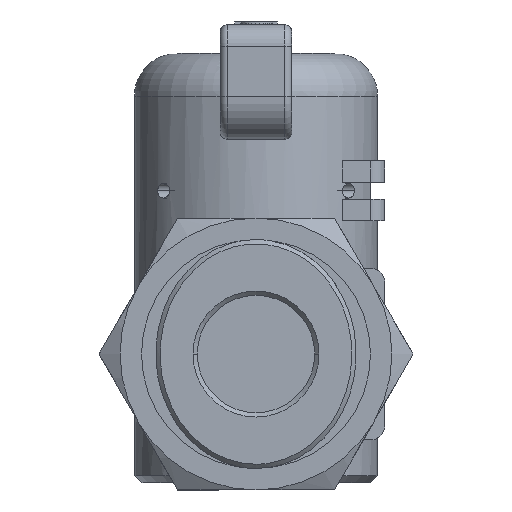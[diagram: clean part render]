
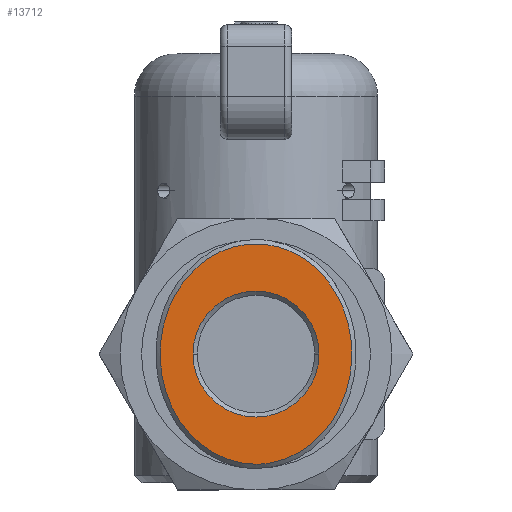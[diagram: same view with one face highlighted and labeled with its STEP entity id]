
A CAD part, front view. The second image highlights one B-rep face of the part: STEP entity #13712.
In plain terms, the highlighted planar face has unit normal (0, -1, 0).
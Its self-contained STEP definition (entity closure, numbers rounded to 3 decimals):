
#558=CARTESIAN_POINT('',(-4.4,-36.75,-6.85));
#559=VERTEX_POINT('',#558);
#566=CARTESIAN_POINT('',(4.4,-36.75,-6.85));
#567=VERTEX_POINT('',#566);
#568=CARTESIAN_POINT('',(0.0,-36.75,-6.85));
#569=DIRECTION('',(0.0,-1.0,0.0));
#570=DIRECTION('',(-1.0,0.0,0.0));
#571=AXIS2_PLACEMENT_3D('',#568,#569,#570);
#572=CIRCLE('',#571,4.4);
#573=EDGE_CURVE('',#559,#567,#572,.T.);
#13541=CARTESIAN_POINT('',(0.0,-36.75,-6.85));
#13542=DIRECTION('',(0.0,-1.0,0.0));
#13543=DIRECTION('',(-1.0,0.0,0.0));
#13544=AXIS2_PLACEMENT_3D('',#13541,#13542,#13543);
#13545=CIRCLE('',#13544,4.4);
#13546=EDGE_CURVE('',#567,#559,#13545,.T.);
#13628=CARTESIAN_POINT('',(0.,-36.75,-14.85));
#13629=DIRECTION('',(0.0,-1.0,0.0));
#13630=DIRECTION('',(1.0,0.0,0.0));
#13631=AXIS2_PLACEMENT_3D('',#13628,#13629,#13630);
#13632=PLANE('',#13631);
#13633=CARTESIAN_POINT('',(0.,-36.75,-14.55));
#13634=VERTEX_POINT('',#13633);
#13635=CARTESIAN_POINT('',(0.,-36.75,-14.55));
#13636=CARTESIAN_POINT('',(-0.421,-36.75,-14.55));
#13637=CARTESIAN_POINT('',(-0.842,-36.75,-14.504));
#13638=CARTESIAN_POINT('',(-1.671,-36.75,-14.322));
#13639=CARTESIAN_POINT('',(-2.079,-36.75,-14.186));
#13640=CARTESIAN_POINT('',(-2.868,-36.75,-13.826));
#13641=CARTESIAN_POINT('',(-3.25,-36.75,-13.601));
#13642=CARTESIAN_POINT('',(-3.974,-36.75,-13.069));
#13643=CARTESIAN_POINT('',(-4.316,-36.75,-12.76));
#13644=CARTESIAN_POINT('',(-4.946,-36.75,-12.068));
#13645=CARTESIAN_POINT('',(-5.233,-36.75,-11.683));
#13646=CARTESIAN_POINT('',(-5.741,-36.75,-10.851));
#13647=CARTESIAN_POINT('',(-5.961,-36.75,-10.402));
#13648=CARTESIAN_POINT('',(-6.32,-36.75,-9.458));
#13649=CARTESIAN_POINT('',(-6.458,-36.75,-8.963));
#13650=CARTESIAN_POINT('',(-6.647,-36.75,-7.946));
#13651=CARTESIAN_POINT('',(-6.697,-36.75,-7.425));
#13652=CARTESIAN_POINT('',(-6.703,-36.75,-6.38));
#13653=CARTESIAN_POINT('',(-6.659,-36.75,-5.856));
#13654=CARTESIAN_POINT('',(-6.481,-36.75,-4.832));
#13655=CARTESIAN_POINT('',(-6.347,-36.75,-4.33));
#13656=CARTESIAN_POINT('',(-5.995,-36.75,-3.373));
#13657=CARTESIAN_POINT('',(-5.777,-36.75,-2.917));
#13658=CARTESIAN_POINT('',(-5.27,-36.75,-2.069));
#13659=CARTESIAN_POINT('',(-4.981,-36.75,-1.676));
#13660=CARTESIAN_POINT('',(-4.347,-36.75,-0.97));
#13661=CARTESIAN_POINT('',(-4.002,-36.75,-0.655));
#13662=CARTESIAN_POINT('',(-3.271,-36.75,-0.112));
#13663=CARTESIAN_POINT('',(-2.885,-36.75,0.117));
#13664=CARTESIAN_POINT('',(-2.089,-36.75,0.482));
#13665=CARTESIAN_POINT('',(-1.678,-36.75,0.62));
#13666=CARTESIAN_POINT('',(-0.845,-36.75,0.804));
#13667=CARTESIAN_POINT('',(-0.423,-36.75,0.85));
#13668=CARTESIAN_POINT('',(0.42,-36.75,0.85));
#13669=CARTESIAN_POINT('',(0.841,-36.75,0.804));
#13670=CARTESIAN_POINT('',(1.67,-36.75,0.623));
#13671=CARTESIAN_POINT('',(2.078,-36.75,0.486));
#13672=CARTESIAN_POINT('',(2.867,-36.75,0.126));
#13673=CARTESIAN_POINT('',(3.249,-36.75,-0.099));
#13674=CARTESIAN_POINT('',(3.973,-36.75,-0.631));
#13675=CARTESIAN_POINT('',(4.315,-36.75,-0.939));
#13676=CARTESIAN_POINT('',(4.945,-36.75,-1.632));
#13677=CARTESIAN_POINT('',(5.233,-36.75,-2.016));
#13678=CARTESIAN_POINT('',(5.741,-36.75,-2.849));
#13679=CARTESIAN_POINT('',(5.96,-36.75,-3.297));
#13680=CARTESIAN_POINT('',(6.319,-36.75,-4.241));
#13681=CARTESIAN_POINT('',(6.458,-36.75,-4.736));
#13682=CARTESIAN_POINT('',(6.647,-36.75,-5.753));
#13683=CARTESIAN_POINT('',(6.697,-36.75,-6.275));
#13684=CARTESIAN_POINT('',(6.703,-36.75,-7.319));
#13685=CARTESIAN_POINT('',(6.66,-36.75,-7.843));
#13686=CARTESIAN_POINT('',(6.482,-36.75,-8.868));
#13687=CARTESIAN_POINT('',(6.347,-36.75,-9.369));
#13688=CARTESIAN_POINT('',(5.995,-36.75,-10.326));
#13689=CARTESIAN_POINT('',(5.777,-36.75,-10.782));
#13690=CARTESIAN_POINT('',(5.27,-36.75,-11.631));
#13691=CARTESIAN_POINT('',(4.982,-36.75,-12.023));
#13692=CARTESIAN_POINT('',(4.347,-36.75,-12.73));
#13693=CARTESIAN_POINT('',(4.002,-36.75,-13.045));
#13694=CARTESIAN_POINT('',(3.271,-36.75,-13.587));
#13695=CARTESIAN_POINT('',(2.886,-36.75,-13.816));
#13696=CARTESIAN_POINT('',(2.091,-36.75,-14.182));
#13697=CARTESIAN_POINT('',(1.681,-36.75,-14.319));
#13698=CARTESIAN_POINT('',(1.056,-36.75,-14.458));
#13699=CARTESIAN_POINT('',(0.846,-36.75,-14.492));
#13700=CARTESIAN_POINT('',(0.424,-36.75,-14.538));
#13701=CARTESIAN_POINT('',(0.212,-36.75,-14.55));
#13702=CARTESIAN_POINT('',(0.,-36.75,-14.55));
#13703=B_SPLINE_CURVE_WITH_KNOTS('',3,(#13635,#13636,#13637,#13638,#13639,#13640,#13641,#13642,#13643,#13644,#13645,#13646,#13647,#13648,#13649,#13650,#13651,#13652,#13653,#13654,#13655,#13656,#13657,#13658,#13659,#13660,#13661,#13662,#13663,#13664,#13665,#13666,#13667,#13668,#13669,#13670,#13671,#13672,#13673,#13674,#13675,#13676,#13677,#13678,#13679,#13680,#13681,#13682,#13683,#13684,#13685,#13686,#13687,#13688,#13689,#13690,#13691,#13692,#13693,#13694,#13695,#13696,#13697,#13698,#13699,#13700,#13701,#13702),.UNSPECIFIED.,.T.,.U.,(4,2,2,2,2,2,2,2,2,2,2,2,2,2,2,2,2,2,2,2,2,2,2,2,2,2,2,2,2,2,2,2,2,4),(0.0,0.19,0.38,0.572,0.766,0.962,1.161,1.362,1.564,1.767,1.969,2.17,2.369,2.566,2.76,2.951,3.141,3.331,3.521,3.713,3.907,4.103,4.302,4.503,4.705,4.908,5.111,5.312,5.511,5.707,5.901,6.092,6.188,6.283),.UNSPECIFIED.);
#13704=EDGE_CURVE('',#13634,#13634,#13703,.T.);
#13705=ORIENTED_EDGE('',*,*,#13704,.F.);
#13706=EDGE_LOOP('',(#13705));
#13707=FACE_OUTER_BOUND('',#13706,.T.);
#13708=ORIENTED_EDGE('',*,*,#13546,.F.);
#13709=ORIENTED_EDGE('',*,*,#573,.F.);
#13710=EDGE_LOOP('',(#13708,#13709));
#13711=FACE_BOUND('',#13710,.T.);
#13712=ADVANCED_FACE('',(#13707,#13711),#13632,.T.);
